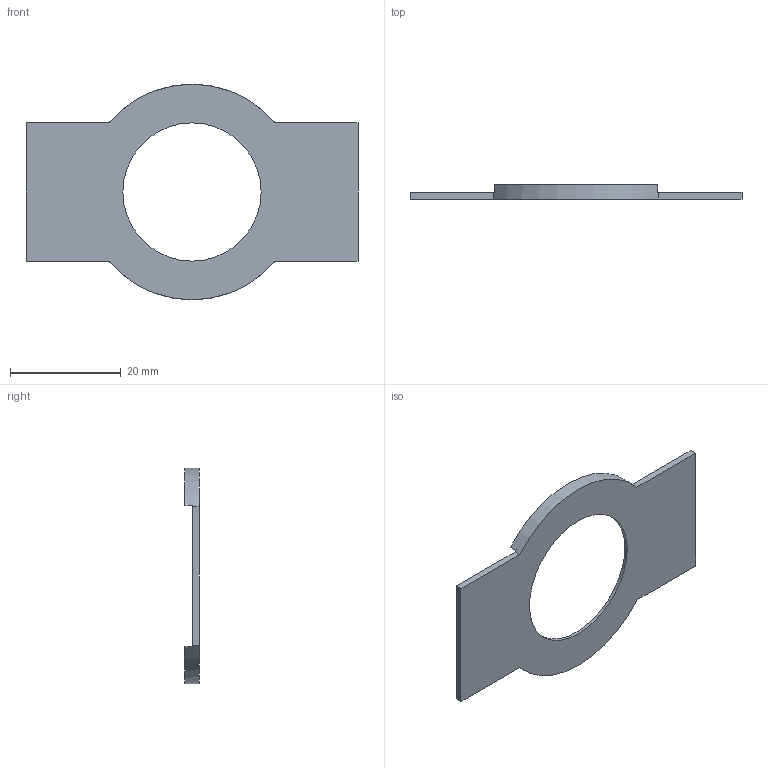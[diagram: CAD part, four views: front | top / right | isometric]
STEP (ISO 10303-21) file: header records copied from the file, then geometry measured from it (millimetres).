
FILE_DESCRIPTION(/* description */ (''),/* implementation_level */ '2;1');
FILE_NAME(/* name */ '5ff44780-5c49-4ae5-a390-c2b8b050560c.stp',/* time_stamp */ '2025-06-03T13:23:22Z',/* author */ (''),/* organization */ (''),/* preprocessor_version */ 'ST-DEVELOPER v20.1',/* originating_system */ 'Autodesk Translation Framework v14.10.0.0',/* authorisation */ '');
FILE_SCHEMA (('AUTOMOTIVE_DESIGN { 1 0 10303 214 3 1 1 }'));
Length unit declared in the file: millimetre
Products named in the file (2): all_holder; iSIM_base
Assembly tree (1 placements, depth 2):
  all_holder
    iSIM_base
Bounding box: 60 x 2.6 x 39 mm (x, y, z)
Volume: 1373.8 mm3; surface area: 3114 mm2
Topology: 1 solids, 1 shells, 20 faces, 54 edges, 36 vertices
Faces by surface type: plane 16, cylinder 4
Full cylindrical faces by diameter (mm): 25 x1, 36 x1
Entity records: 691 total; most frequent: DIRECTION 116, CARTESIAN_POINT 113, ORIENTED_EDGE 108, EDGE_CURVE 54, AXIS2_PLACEMENT_3D 39, LINE 38, VECTOR 38, VERTEX_POINT 36
